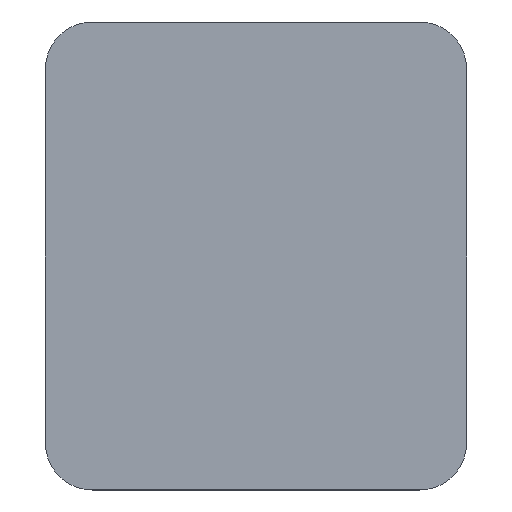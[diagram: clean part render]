
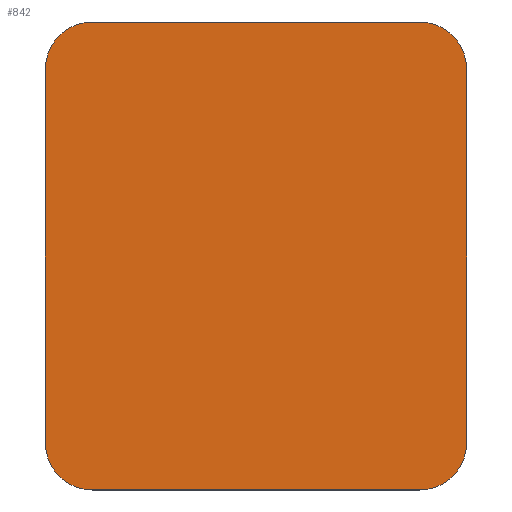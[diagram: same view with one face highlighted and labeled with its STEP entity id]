
A CAD part, front view. The second image highlights one B-rep face of the part: STEP entity #842.
In plain terms, the highlighted face is planar.
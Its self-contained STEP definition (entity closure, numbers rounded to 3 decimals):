
#80 = VECTOR ( 'NONE', #1011, 1000. ) ;
#122 = EDGE_CURVE ( 'NONE', #1808, #1624, #3060, .T. ) ;
#165 = LINE ( 'NONE', #2207, #2631 ) ;
#244 = AXIS2_PLACEMENT_3D ( 'NONE', #2757, #1317, #2980 ) ;
#261 = EDGE_CURVE ( 'NONE', #1808, #2373, #2542, .T. ) ;
#282 = EDGE_CURVE ( 'NONE', #1568, #382, #1817, .T. ) ;
#290 = CARTESIAN_POINT ( 'NONE',  ( -16.787, 19.663, 0. ) ) ;
#300 = DIRECTION ( 'NONE',  ( -1., 0., 0. ) ) ;
#335 = FACE_OUTER_BOUND ( 'NONE', #1200, .T. ) ;
#377 = CARTESIAN_POINT ( 'NONE',  ( 53.213, 19.663, 0. ) ) ;
#382 = VERTEX_POINT ( 'NONE', #2589 ) ;
#428 = CARTESIAN_POINT ( 'NONE',  ( -16.787, 9.663, 0. ) ) ;
#509 = DIRECTION ( 'NONE',  ( 0., 0., -1. ) ) ;
#516 = AXIS2_PLACEMENT_3D ( 'NONE', #428, #2112, #661 ) ;
#524 = EDGE_CURVE ( 'NONE', #594, #382, #2418, .T. ) ;
#594 = VERTEX_POINT ( 'NONE', #970 ) ;
#596 = CARTESIAN_POINT ( 'NONE',  ( -26.787, 9.663, 0. ) ) ;
#618 = VECTOR ( 'NONE', #2049, 1000. ) ;
#625 = EDGE_CURVE ( 'NONE', #1834, #1624, #165, .T. ) ;
#661 = DIRECTION ( 'NONE',  ( 1., 0., 0. ) ) ;
#684 = EDGE_CURVE ( 'NONE', #594, #2962, #701, .T. ) ;
#701 = LINE ( 'NONE', #777, #80 ) ;
#706 = CARTESIAN_POINT ( 'NONE',  ( -26.787, -70.337, 0. ) ) ;
#777 = CARTESIAN_POINT ( 'NONE',  ( 63.213, 19.663, 0. ) ) ;
#810 = CARTESIAN_POINT ( 'NONE',  ( -16.787, -80.337, 0. ) ) ;
#842 = ADVANCED_FACE ( 'NONE', ( #335 ), #1848, .F. ) ;
#877 = AXIS2_PLACEMENT_3D ( 'NONE', #1948, #509, #2192 ) ;
#939 = DIRECTION ( 'NONE',  ( 0., 0., -1. ) ) ;
#970 = CARTESIAN_POINT ( 'NONE',  ( 63.213, -70.337, 0. ) ) ;
#1011 = DIRECTION ( 'NONE',  ( 0., 1., 0. ) ) ;
#1088 = DIRECTION ( 'NONE',  ( 1., 0., 0. ) ) ;
#1200 = EDGE_LOOP ( 'NONE', ( #1486, #2095, #2515, #2288, #2364, #3033, #2303, #2505 ) ) ;
#1317 = DIRECTION ( 'NONE',  ( 0., 0., -1. ) ) ;
#1342 = CARTESIAN_POINT ( 'NONE',  ( -26.787, -80.337, 0. ) ) ;
#1486 = ORIENTED_EDGE ( 'NONE', *, *, #684, .F. ) ;
#1568 = VERTEX_POINT ( 'NONE', #810 ) ;
#1607 = EDGE_CURVE ( 'NONE', #1834, #2962, #2092, .T. ) ;
#1624 = VERTEX_POINT ( 'NONE', #290 ) ;
#1803 = AXIS2_PLACEMENT_3D ( 'NONE', #2089, #3035, #2334 ) ;
#1808 = VERTEX_POINT ( 'NONE', #596 ) ;
#1817 = LINE ( 'NONE', #1342, #3018 ) ;
#1834 = VERTEX_POINT ( 'NONE', #377 ) ;
#1848 = PLANE ( 'NONE',  #1803 ) ;
#1948 = CARTESIAN_POINT ( 'NONE',  ( 53.213, 9.663, 0. ) ) ;
#2049 = DIRECTION ( 'NONE',  ( 0., -1., 0. ) ) ;
#2089 = CARTESIAN_POINT ( 'NONE',  ( 0., 0., 0. ) ) ;
#2092 = CIRCLE ( 'NONE', #877, 10. ) ;
#2095 = ORIENTED_EDGE ( 'NONE', *, *, #524, .T. ) ;
#2112 = DIRECTION ( 'NONE',  ( 0., 0., -1. ) ) ;
#2192 = DIRECTION ( 'NONE',  ( 1., 0., 0. ) ) ;
#2207 = CARTESIAN_POINT ( 'NONE',  ( -26.787, 19.663, 0. ) ) ;
#2246 = CIRCLE ( 'NONE', #244, 10. ) ;
#2288 = ORIENTED_EDGE ( 'NONE', *, *, #2394, .T. ) ;
#2303 = ORIENTED_EDGE ( 'NONE', *, *, #625, .F. ) ;
#2334 = DIRECTION ( 'NONE',  ( 1., 0., 0. ) ) ;
#2342 = CARTESIAN_POINT ( 'NONE',  ( 53.213, -70.337, 0. ) ) ;
#2364 = ORIENTED_EDGE ( 'NONE', *, *, #261, .F. ) ;
#2373 = VERTEX_POINT ( 'NONE', #706 ) ;
#2394 = EDGE_CURVE ( 'NONE', #1568, #2373, #2246, .T. ) ;
#2409 = CARTESIAN_POINT ( 'NONE',  ( -26.787, 19.663, 0. ) ) ;
#2418 = CIRCLE ( 'NONE', #3045, 10. ) ;
#2505 = ORIENTED_EDGE ( 'NONE', *, *, #1607, .T. ) ;
#2515 = ORIENTED_EDGE ( 'NONE', *, *, #282, .F. ) ;
#2542 = LINE ( 'NONE', #2409, #618 ) ;
#2579 = CARTESIAN_POINT ( 'NONE',  ( 63.213, 9.663, 0. ) ) ;
#2589 = CARTESIAN_POINT ( 'NONE',  ( 53.213, -80.337, 0. ) ) ;
#2631 = VECTOR ( 'NONE', #300, 1000. ) ;
#2634 = DIRECTION ( 'NONE',  ( 1., 0., 0. ) ) ;
#2757 = CARTESIAN_POINT ( 'NONE',  ( -16.787, -70.337, 0. ) ) ;
#2962 = VERTEX_POINT ( 'NONE', #2579 ) ;
#2980 = DIRECTION ( 'NONE',  ( 1., 0., 0. ) ) ;
#3018 = VECTOR ( 'NONE', #1088, 1000. ) ;
#3033 = ORIENTED_EDGE ( 'NONE', *, *, #122, .T. ) ;
#3035 = DIRECTION ( 'NONE',  ( 0., 0., 1. ) ) ;
#3045 = AXIS2_PLACEMENT_3D ( 'NONE', #2342, #939, #2634 ) ;
#3060 = CIRCLE ( 'NONE', #516, 10. ) ;
